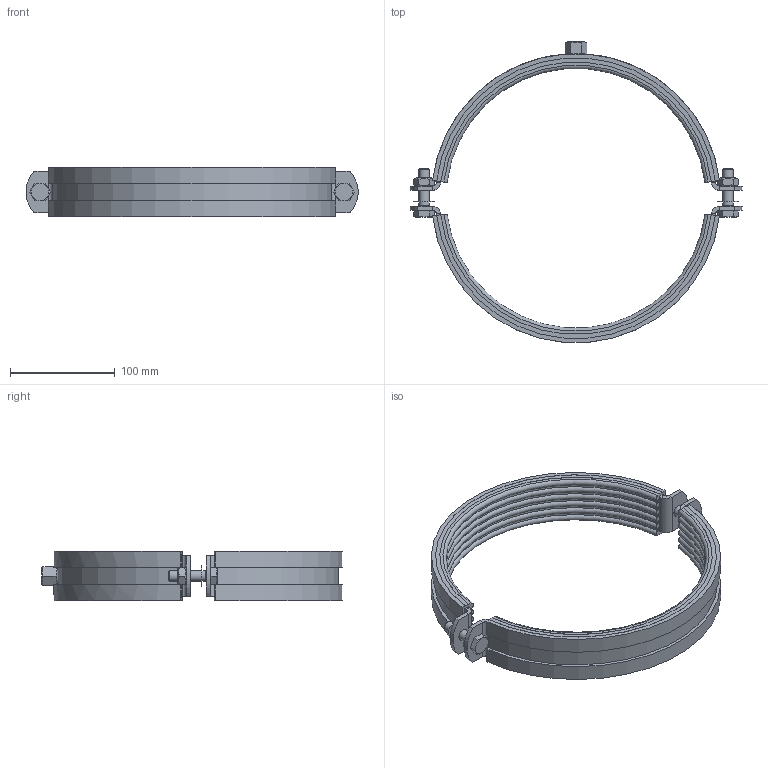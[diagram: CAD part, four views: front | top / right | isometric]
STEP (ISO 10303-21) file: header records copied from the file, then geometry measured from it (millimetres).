
FILE_DESCRIPTION((''),'2;1');
FILE_NAME('122210.stp','2012-04-19T08:19:14',('DMK009'),(''),'Autodesk Inventor 2012','Autodesk Inventor 2012','');
FILE_SCHEMA(('AUTOMOTIVE_DESIGN { 1 0 10303 214 1 1 1 1 }'));
Length unit declared in the file: millimetre
Products named in the file (1): 122210
Bounding box: 316.8 x 287 x 47 mm (x, y, z)
Volume: 389354.4 mm3; surface area: 240813.3 mm2
Topology: 2 solids, 2 shells, 226 faces, 564 edges, 360 vertices
Faces by surface type: plane 101, cylinder 69, torus 32, cone 23, sphere 1
Full cylindrical faces by diameter (mm): 9.188 x2, 10 x6, 10.106 x1, 11 x4, 15.4 x2, 20 x2
Entity records: 6866 total; most frequent: CARTESIAN_POINT 1272, DIRECTION 1196, ORIENTED_EDGE 1070, EDGE_CURVE 535, AXIS2_PLACEMENT_3D 491, VERTEX_POINT 351, EDGE_LOOP 284, CIRCLE 260
